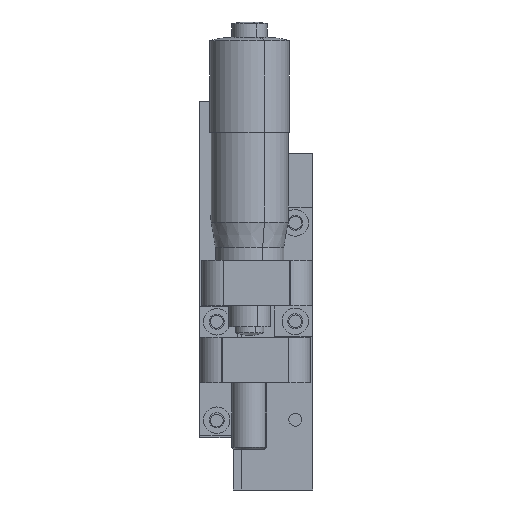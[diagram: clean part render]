
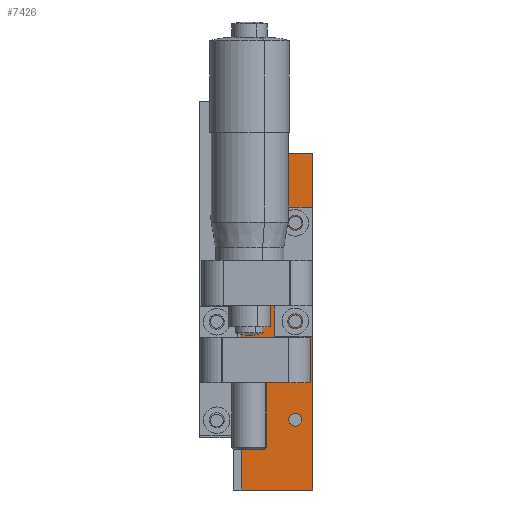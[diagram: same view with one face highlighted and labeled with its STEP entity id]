
A CAD part, left-side view. The second image highlights one B-rep face of the part: STEP entity #7426.
In plain terms, the highlighted planar face has unit normal (-1, 0, 0).
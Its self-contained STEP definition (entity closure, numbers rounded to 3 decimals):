
#47 = DIRECTION ( 'NONE',  ( -1., 0., 0. ) ) ;
#118 = CIRCLE ( 'NONE', #7358, 1.45 ) ;
#428 = LINE ( 'NONE', #13355, #14476 ) ;
#471 = DIRECTION ( 'NONE',  ( 0., 0., -1. ) ) ;
#637 = CARTESIAN_POINT ( 'NONE',  ( 0., 0., 76.2 ) ) ;
#1016 = CARTESIAN_POINT ( 'NONE',  ( 0., 3.9, 39.65 ) ) ;
#1151 = DIRECTION ( 'NONE',  ( 0., 0., -1. ) ) ;
#1374 = ORIENTED_EDGE ( 'NONE', *, *, #7887, .F. ) ;
#1423 = DIRECTION ( 'NONE',  ( -1., 0., 0. ) ) ;
#1448 = VERTEX_POINT ( 'NONE', #14558 ) ;
#1571 = VECTOR ( 'NONE', #2371, 1000. ) ;
#1672 = CIRCLE ( 'NONE', #5175, 1.45 ) ;
#1707 = CARTESIAN_POINT ( 'NONE',  ( 0., 3.9, 36.75 ) ) ;
#1783 = CARTESIAN_POINT ( 'NONE',  ( 0., 3.9, 17.35 ) ) ;
#1908 = ORIENTED_EDGE ( 'NONE', *, *, #13775, .T. ) ;
#2075 = DIRECTION ( 'NONE',  ( -1., 0., 0. ) ) ;
#2102 = CIRCLE ( 'NONE', #3847, 1.45 ) ;
#2203 = EDGE_CURVE ( 'NONE', #4290, #9193, #1672, .T. ) ;
#2371 = DIRECTION ( 'NONE',  ( 0., -1., 0. ) ) ;
#2400 = VERTEX_POINT ( 'NONE', #7137 ) ;
#2550 = DIRECTION ( 'NONE',  ( -1., 0., 0. ) ) ;
#2816 = CIRCLE ( 'NONE', #6809, 1.45 ) ;
#3040 = CARTESIAN_POINT ( 'NONE',  ( 0., 0., 76.2 ) ) ;
#3191 = LINE ( 'NONE', #7656, #6238 ) ;
#3204 = EDGE_CURVE ( 'NONE', #1448, #5442, #3191, .T. ) ;
#3378 = EDGE_LOOP ( 'NONE', ( #12773, #3418 ) ) ;
#3418 = ORIENTED_EDGE ( 'NONE', *, *, #11838, .F. ) ;
#3510 = ORIENTED_EDGE ( 'NONE', *, *, #14342, .F. ) ;
#3622 = CARTESIAN_POINT ( 'NONE',  ( 0., 3.9, 38.2 ) ) ;
#3847 = AXIS2_PLACEMENT_3D ( 'NONE', #3622, #47, #11881 ) ;
#4290 = VERTEX_POINT ( 'NONE', #1016 ) ;
#4376 = DIRECTION ( 'NONE',  ( 0., 0., -1. ) ) ;
#4681 = EDGE_LOOP ( 'NONE', ( #6008, #13718 ) ) ;
#4799 = CIRCLE ( 'NONE', #8801, 1.45 ) ;
#5175 = AXIS2_PLACEMENT_3D ( 'NONE', #10331, #14903, #15052 ) ;
#5265 = DIRECTION ( 'NONE',  ( 0., -1., 0. ) ) ;
#5442 = VERTEX_POINT ( 'NONE', #14534 ) ;
#6008 = ORIENTED_EDGE ( 'NONE', *, *, #2203, .F. ) ;
#6238 = VECTOR ( 'NONE', #471, 1000. ) ;
#6607 = DIRECTION ( 'NONE',  ( 0., 0., 1. ) ) ;
#6809 = AXIS2_PLACEMENT_3D ( 'NONE', #10336, #7859, #6607 ) ;
#6849 = DIRECTION ( 'NONE',  ( 0., 0., 1. ) ) ;
#6892 = ORIENTED_EDGE ( 'NONE', *, *, #3204, .T. ) ;
#7137 = CARTESIAN_POINT ( 'NONE',  ( 0., 0., 0. ) ) ;
#7358 = AXIS2_PLACEMENT_3D ( 'NONE', #9360, #2550, #14073 ) ;
#7426 = ADVANCED_FACE ( 'NONE', ( #10140, #14940, #14867, #13711 ), #8992, .F. ) ;
#7656 = CARTESIAN_POINT ( 'NONE',  ( 0., 16., 76.2 ) ) ;
#7774 = CARTESIAN_POINT ( 'NONE',  ( 0., 0., 76.2 ) ) ;
#7859 = DIRECTION ( 'NONE',  ( -1., 0., 0. ) ) ;
#7887 = EDGE_CURVE ( 'NONE', #9224, #14531, #11029, .T. ) ;
#8214 = EDGE_CURVE ( 'NONE', #11634, #11818, #2816, .T. ) ;
#8233 = CARTESIAN_POINT ( 'NONE',  ( 0., 0., 76.2 ) ) ;
#8240 = VERTEX_POINT ( 'NONE', #7774 ) ;
#8295 = AXIS2_PLACEMENT_3D ( 'NONE', #12741, #2075, #6849 ) ;
#8312 = LINE ( 'NONE', #8233, #1571 ) ;
#8447 = EDGE_CURVE ( 'NONE', #1448, #8240, #8312, .T. ) ;
#8789 = AXIS2_PLACEMENT_3D ( 'NONE', #3040, #11373, #1151 ) ;
#8801 = AXIS2_PLACEMENT_3D ( 'NONE', #10945, #1423, #14360 ) ;
#8992 = PLANE ( 'NONE',  #8789 ) ;
#9193 = VERTEX_POINT ( 'NONE', #1707 ) ;
#9224 = VERTEX_POINT ( 'NONE', #1783 ) ;
#9360 = CARTESIAN_POINT ( 'NONE',  ( 0., 3.9, 60.5 ) ) ;
#10064 = EDGE_CURVE ( 'NONE', #14531, #9224, #4799, .T. ) ;
#10140 = FACE_BOUND ( 'NONE', #4681, .T. ) ;
#10308 = LINE ( 'NONE', #637, #12738 ) ;
#10331 = CARTESIAN_POINT ( 'NONE',  ( 0., 3.9, 38.2 ) ) ;
#10336 = CARTESIAN_POINT ( 'NONE',  ( 0., 3.9, 60.5 ) ) ;
#10945 = CARTESIAN_POINT ( 'NONE',  ( 0., 3.9, 15.9 ) ) ;
#11029 = CIRCLE ( 'NONE', #8295, 1.45 ) ;
#11373 = DIRECTION ( 'NONE',  ( 1., 0., 0. ) ) ;
#11634 = VERTEX_POINT ( 'NONE', #12678 ) ;
#11730 = ORIENTED_EDGE ( 'NONE', *, *, #10064, .F. ) ;
#11818 = VERTEX_POINT ( 'NONE', #14383 ) ;
#11838 = EDGE_CURVE ( 'NONE', #11818, #11634, #118, .T. ) ;
#11881 = DIRECTION ( 'NONE',  ( 0., 0., 1. ) ) ;
#12145 = EDGE_CURVE ( 'NONE', #9193, #4290, #2102, .T. ) ;
#12570 = EDGE_LOOP ( 'NONE', ( #1374, #11730 ) ) ;
#12678 = CARTESIAN_POINT ( 'NONE',  ( 0., 3.9, 61.95 ) ) ;
#12738 = VECTOR ( 'NONE', #4376, 1000. ) ;
#12741 = CARTESIAN_POINT ( 'NONE',  ( 0., 3.9, 15.9 ) ) ;
#12773 = ORIENTED_EDGE ( 'NONE', *, *, #8214, .F. ) ;
#13168 = ORIENTED_EDGE ( 'NONE', *, *, #8447, .F. ) ;
#13355 = CARTESIAN_POINT ( 'NONE',  ( 0., 0., 0. ) ) ;
#13711 = FACE_BOUND ( 'NONE', #12570, .T. ) ;
#13718 = ORIENTED_EDGE ( 'NONE', *, *, #12145, .F. ) ;
#13775 = EDGE_CURVE ( 'NONE', #5442, #2400, #428, .T. ) ;
#14021 = CARTESIAN_POINT ( 'NONE',  ( 0., 3.9, 14.45 ) ) ;
#14073 = DIRECTION ( 'NONE',  ( 0., 0., 1. ) ) ;
#14342 = EDGE_CURVE ( 'NONE', #8240, #2400, #10308, .T. ) ;
#14360 = DIRECTION ( 'NONE',  ( 0., 0., 1. ) ) ;
#14383 = CARTESIAN_POINT ( 'NONE',  ( 0., 3.9, 59.05 ) ) ;
#14476 = VECTOR ( 'NONE', #5265, 1000. ) ;
#14531 = VERTEX_POINT ( 'NONE', #14021 ) ;
#14534 = CARTESIAN_POINT ( 'NONE',  ( 0., 16., 0. ) ) ;
#14558 = CARTESIAN_POINT ( 'NONE',  ( 0., 16., 76.2 ) ) ;
#14867 = FACE_OUTER_BOUND ( 'NONE', #15341, .T. ) ;
#14903 = DIRECTION ( 'NONE',  ( -1., 0., 0. ) ) ;
#14940 = FACE_BOUND ( 'NONE', #3378, .T. ) ;
#15052 = DIRECTION ( 'NONE',  ( 0., 0., 1. ) ) ;
#15341 = EDGE_LOOP ( 'NONE', ( #1908, #3510, #13168, #6892 ) ) ;
